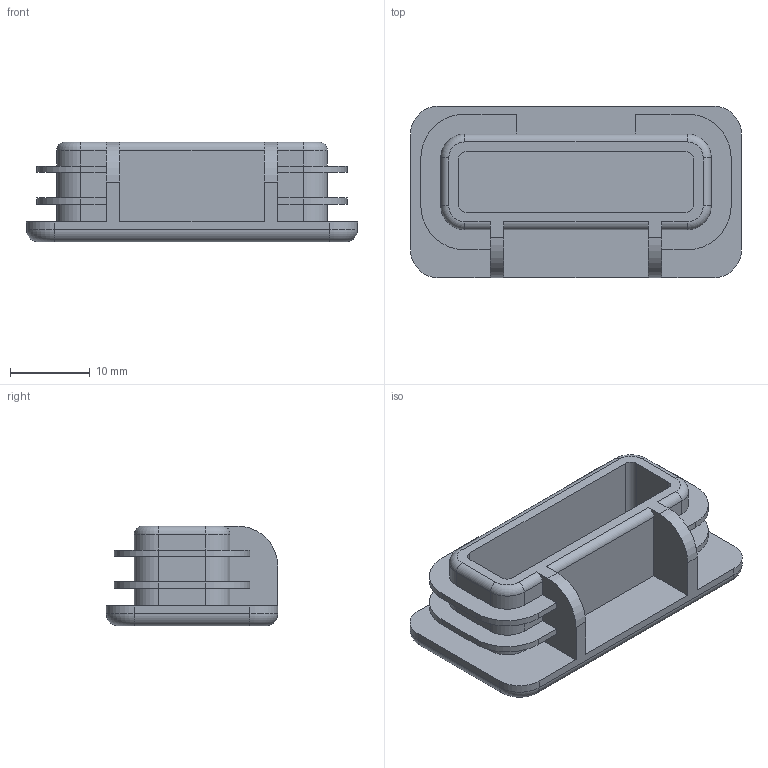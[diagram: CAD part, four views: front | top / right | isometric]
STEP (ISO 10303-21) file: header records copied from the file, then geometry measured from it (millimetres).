
FILE_DESCRIPTION (( 'STEP AP214' ), '1' );
FILE_NAME ('1122904.STEP', '2026-02-02T12:19:13', ( '' ), ( '' ), 'SwSTEP 2.0', 'SolidWorks 2024', '' );
FILE_SCHEMA (( 'AUTOMOTIVE_DESIGN' ));
Length unit declared in the file: millimetre
Products named in the file (1): 1122904
Bounding box: 41.5 x 21.5 x 12.5 mm (x, y, z)
Volume: 4305.4 mm3; surface area: 4358.6 mm2
Topology: 1 solids, 1 shells, 103 faces, 284 edges, 184 vertices
Faces by surface type: plane 55, cylinder 40, torus 8
Entity records: 3301 total; most frequent: DIRECTION 580, CARTESIAN_POINT 572, ORIENTED_EDGE 568, EDGE_CURVE 284, VECTOR 196, LINE 196, AXIS2_PLACEMENT_3D 192, VERTEX_POINT 184
